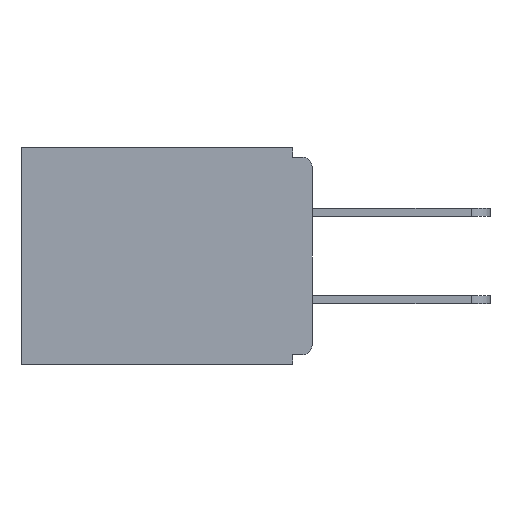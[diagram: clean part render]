
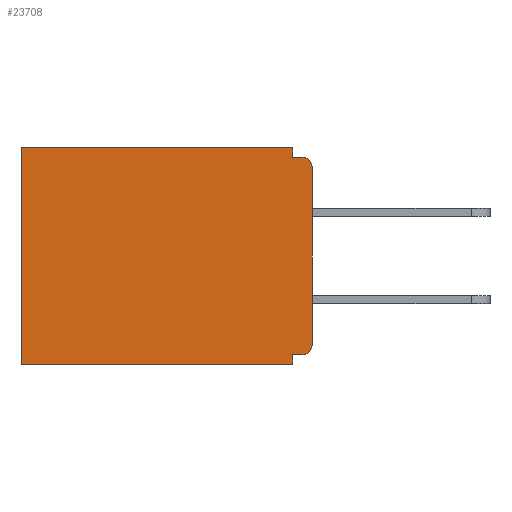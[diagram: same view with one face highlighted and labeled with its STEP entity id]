
A CAD part, left-side view. The second image highlights one B-rep face of the part: STEP entity #23708.
In plain terms, the highlighted planar face has unit normal (-1, 0, 0).
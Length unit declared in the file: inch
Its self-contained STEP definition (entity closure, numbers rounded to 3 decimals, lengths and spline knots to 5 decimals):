
#99 = LINE ( 'NONE', #29225, #3351 ) ;
#446 = DIRECTION ( 'NONE',  ( 0., 1., 0. ) ) ;
#749 = ORIENTED_EDGE ( 'NONE', *, *, #16445, .F. ) ;
#1691 = CARTESIAN_POINT ( 'NONE',  ( 0.298, 0.46, 0. ) ) ;
#1829 = CARTESIAN_POINT ( 'NONE',  ( 0.298, 0.015, -0.328 ) ) ;
#2515 = CARTESIAN_POINT ( 'NONE',  ( 0.298, 0., -0.015 ) ) ;
#2537 = CARTESIAN_POINT ( 'NONE',  ( 0.298, 0.46, -0.343 ) ) ;
#2579 = VECTOR ( 'NONE', #10983, 39.37008 ) ;
#2782 = ORIENTED_EDGE ( 'NONE', *, *, #6924, .F. ) ;
#2841 = FACE_OUTER_BOUND ( 'NONE', #7340, .T. ) ;
#3351 = VECTOR ( 'NONE', #10472, 39.37008 ) ;
#3390 = EDGE_CURVE ( 'NONE', #15769, #11508, #16315, .T. ) ;
#3585 = CARTESIAN_POINT ( 'NONE',  ( 0.298, 0.031, -0.328 ) ) ;
#4022 = LINE ( 'NONE', #8675, #2579 ) ;
#4623 = DIRECTION ( 'NONE',  ( 0., 0., -1. ) ) ;
#5383 = DIRECTION ( 'NONE',  ( -1., 0., 0. ) ) ;
#5552 = VECTOR ( 'NONE', #23186, 39.37008 ) ;
#5765 = PLANE ( 'NONE',  #28035 ) ;
#6096 = VERTEX_POINT ( 'NONE', #29752 ) ;
#6584 = VERTEX_POINT ( 'NONE', #2537 ) ;
#6819 = VERTEX_POINT ( 'NONE', #1829 ) ;
#6924 = EDGE_CURVE ( 'NONE', #20562, #23926, #23266, .T. ) ;
#6963 = VECTOR ( 'NONE', #13246, 39.37008 ) ;
#6972 = ORIENTED_EDGE ( 'NONE', *, *, #11826, .T. ) ;
#7340 = EDGE_LOOP ( 'NONE', ( #10792, #2782, #26627, #9353, #6972, #9567, #26221, #17427, #22914, #749 ) ) ;
#7526 = DIRECTION ( 'NONE',  ( 0., 0., -1. ) ) ;
#7975 = LINE ( 'NONE', #23422, #28916 ) ;
#8140 = DIRECTION ( 'NONE',  ( 0., 0., -1. ) ) ;
#8675 = CARTESIAN_POINT ( 'NONE',  ( 0.298, 0.031, -0.343 ) ) ;
#8793 = EDGE_CURVE ( 'NONE', #9023, #20562, #4022, .T. ) ;
#9023 = VERTEX_POINT ( 'NONE', #16739 ) ;
#9224 = CARTESIAN_POINT ( 'NONE',  ( 0.298, 0.015, -0.03 ) ) ;
#9353 = ORIENTED_EDGE ( 'NONE', *, *, #28468, .T. ) ;
#9567 = ORIENTED_EDGE ( 'NONE', *, *, #29418, .F. ) ;
#10472 = DIRECTION ( 'NONE',  ( 0., 1., 0. ) ) ;
#10494 = DIRECTION ( 'NONE',  ( 0., 0., -1. ) ) ;
#10768 = VECTOR ( 'NONE', #20944, 39.37008 ) ;
#10792 = ORIENTED_EDGE ( 'NONE', *, *, #28732, .T. ) ;
#10983 = DIRECTION ( 'NONE',  ( 0., 0., -1. ) ) ;
#11508 = VERTEX_POINT ( 'NONE', #16099 ) ;
#11826 = EDGE_CURVE ( 'NONE', #11963, #6584, #29063, .T. ) ;
#11963 = VERTEX_POINT ( 'NONE', #1691 ) ;
#12363 = AXIS2_PLACEMENT_3D ( 'NONE', #23934, #5383, #28362 ) ;
#13246 = DIRECTION ( 'NONE',  ( 0., 0., -1. ) ) ;
#14165 = LINE ( 'NONE', #15834, #6963 ) ;
#14375 = EDGE_CURVE ( 'NONE', #6819, #6096, #20847, .T. ) ;
#14544 = CARTESIAN_POINT ( 'NONE',  ( 0.298, 0.46, 0. ) ) ;
#14775 = CARTESIAN_POINT ( 'NONE',  ( 0.298, 0., -0.03 ) ) ;
#14831 = CIRCLE ( 'NONE', #16940, 0.015 ) ;
#15125 = DIRECTION ( 'NONE',  ( 1., 0., 0. ) ) ;
#15769 = VERTEX_POINT ( 'NONE', #3585 ) ;
#15834 = CARTESIAN_POINT ( 'NONE',  ( 0.298, 0., 0. ) ) ;
#15893 = DIRECTION ( 'NONE',  ( -1., 0., 0. ) ) ;
#16099 = CARTESIAN_POINT ( 'NONE',  ( 0.298, 0.031, -0.343 ) ) ;
#16315 = LINE ( 'NONE', #28918, #26437 ) ;
#16445 = EDGE_CURVE ( 'NONE', #26950, #6096, #14165, .T. ) ;
#16739 = CARTESIAN_POINT ( 'NONE',  ( 0.298, 0.031, 0. ) ) ;
#16940 = AXIS2_PLACEMENT_3D ( 'NONE', #9224, #15893, #4623 ) ;
#17327 = CARTESIAN_POINT ( 'NONE',  ( 0.298, 0., 0. ) ) ;
#17427 = ORIENTED_EDGE ( 'NONE', *, *, #27733, .F. ) ;
#20547 = CARTESIAN_POINT ( 'NONE',  ( 0.298, 0., -0.343 ) ) ;
#20562 = VERTEX_POINT ( 'NONE', #25006 ) ;
#20847 = CIRCLE ( 'NONE', #12363, 0.015 ) ;
#20944 = DIRECTION ( 'NONE',  ( 0., 1., 0. ) ) ;
#22914 = ORIENTED_EDGE ( 'NONE', *, *, #14375, .T. ) ;
#23186 = DIRECTION ( 'NONE',  ( 0., -1., 0. ) ) ;
#23243 = CARTESIAN_POINT ( 'NONE',  ( 0.298, 0.015, -0.015 ) ) ;
#23266 = LINE ( 'NONE', #2515, #5552 ) ;
#23422 = CARTESIAN_POINT ( 'NONE',  ( 0.298, 0., 0. ) ) ;
#23708 = ADVANCED_FACE ( 'NONE', ( #2841 ), #5765, .F. ) ;
#23807 = LINE ( 'NONE', #20547, #10768 ) ;
#23926 = VERTEX_POINT ( 'NONE', #23243 ) ;
#23934 = CARTESIAN_POINT ( 'NONE',  ( 0.298, 0.015, -0.313 ) ) ;
#25006 = CARTESIAN_POINT ( 'NONE',  ( 0.298, 0.031, -0.015 ) ) ;
#26221 = ORIENTED_EDGE ( 'NONE', *, *, #3390, .F. ) ;
#26437 = VECTOR ( 'NONE', #7526, 39.37008 ) ;
#26627 = ORIENTED_EDGE ( 'NONE', *, *, #8793, .F. ) ;
#26950 = VERTEX_POINT ( 'NONE', #14775 ) ;
#27733 = EDGE_CURVE ( 'NONE', #6819, #15769, #99, .T. ) ;
#28035 = AXIS2_PLACEMENT_3D ( 'NONE', #17327, #15125, #8140 ) ;
#28362 = DIRECTION ( 'NONE',  ( 0., 0., -1. ) ) ;
#28468 = EDGE_CURVE ( 'NONE', #9023, #11963, #7975, .T. ) ;
#28696 = VECTOR ( 'NONE', #10494, 39.37008 ) ;
#28732 = EDGE_CURVE ( 'NONE', #26950, #23926, #14831, .T. ) ;
#28916 = VECTOR ( 'NONE', #446, 39.37008 ) ;
#28918 = CARTESIAN_POINT ( 'NONE',  ( 0.298, 0.031, -0.343 ) ) ;
#29063 = LINE ( 'NONE', #14544, #28696 ) ;
#29225 = CARTESIAN_POINT ( 'NONE',  ( 0.298, 0., -0.328 ) ) ;
#29418 = EDGE_CURVE ( 'NONE', #11508, #6584, #23807, .T. ) ;
#29752 = CARTESIAN_POINT ( 'NONE',  ( 0.298, 0., -0.313 ) ) ;
